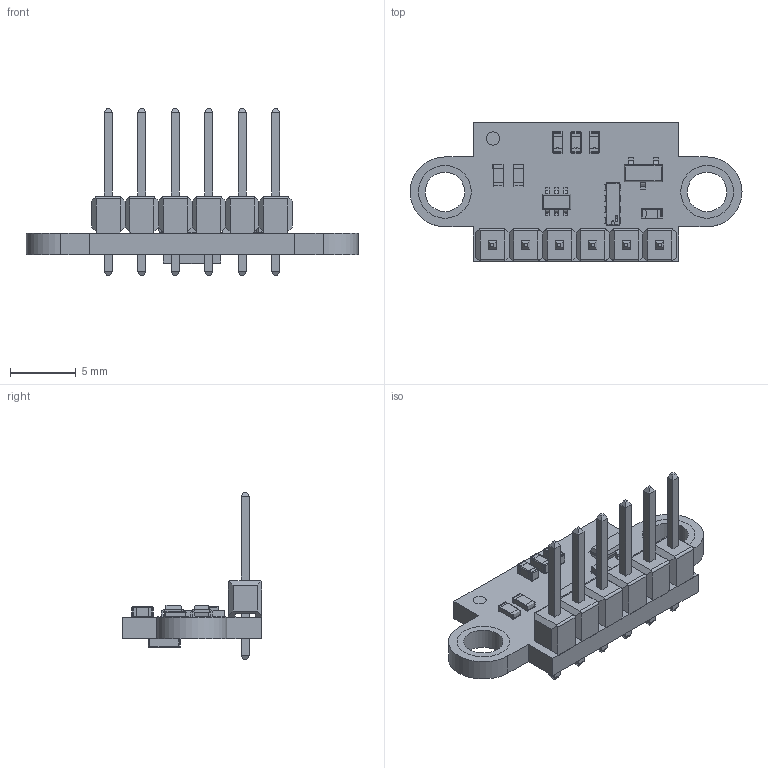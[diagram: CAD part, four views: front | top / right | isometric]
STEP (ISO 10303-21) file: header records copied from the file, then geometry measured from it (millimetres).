
FILE_DESCRIPTION(/* description */ ('STEP AP242 Edition 2','CAx-IF Rec.Pracs.---Representation and Presentation of Product Manufacturing Information (PMI)---4.0---2014-10-13','CAx-IF Rec.Pracs.---3D Tessellated Geometry---0.4---2014-09-14','2;1','CAx-IF Rec.Pracs.---User Defined Attributes---1.5---2016-08-15'),/* implementation_level */ '2;1');
FILE_NAME(/* name */ '6959d34a1df1aa22cff66e3d',/* time_stamp */ '2026-01-04T02:41:18Z',/* author */ (''),/* organization */ (''),/* preprocessor_version */ 'ST-DEVELOPER v20',/* originating_system */ 'ONSHAPE BY PTC INC, 1.208',/* authorisation */ ' ');
FILE_SCHEMA (('AP242_MANAGED_MODEL_BASED_3D_ENGINEERING_MIM_LF { 1 0 10303 442 3 1 4 }'));
Products named in the file (101): VL53L0X v8; 1x6 TH Pitch 2.54mm v1; VL53L0X <1>; VL53L0X; RES0603 v1 (1); SOT-23-6 v2; RES0603 v1; Cap0603 v1 (3) <1>; CeramicBody (3); Pin2 (3); Pin1 (3); Cap0603 v1 (1) <1>; Pin1 (1); Pin2 (1); CeramicBody (1); Cap0603 v1 <1>; Pin2; Pin1; CeramicBody; Cap0603 v1 (2) <1>; CeramicBody (2); Pin2 (2); Pin1 (2); SOT-23-3 v1; VL53L0X (sensor) v1 <1>; pcb; pads; top; kork; DIP-8 N v1
Assembly tree (100 placements, depth 4):
  VL53L0X v8
    1x6 TH Pitch 2.54mm v1
    1x6 TH Pitch 2.54mm v1
    1x6 TH Pitch 2.54mm v1
    1x6 TH Pitch 2.54mm v1
    1x6 TH Pitch 2.54mm v1
    1x6 TH Pitch 2.54mm v1
    1x6 TH Pitch 2.54mm v1
    1x6 TH Pitch 2.54mm v1
    1x6 TH Pitch 2.54mm v1
    1x6 TH Pitch 2.54mm v1
    1x6 TH Pitch 2.54mm v1
    1x6 TH Pitch 2.54mm v1
    VL53L0X <1>
      VL53L0X
      RES0603 v1 (1)
      VL53L0X
      SOT-23-6 v2
      VL53L0X
      VL53L0X
      VL53L0X
      VL53L0X
      VL53L0X
      VL53L0X
      VL53L0X
      VL53L0X
      VL53L0X
      VL53L0X
      VL53L0X
      VL53L0X
      VL53L0X
      VL53L0X
      VL53L0X
      VL53L0X
      VL53L0X
      VL53L0X
      VL53L0X
      VL53L0X
      VL53L0X
      VL53L0X
      RES0603 v1
      VL53L0X
      RES0603 v1 (1)
      VL53L0X
      VL53L0X
      VL53L0X
      VL53L0X
      VL53L0X
      RES0603 v1
      VL53L0X
      RES0603 v1 (1)
      VL53L0X
      Cap0603 v1 (3) <1>
        CeramicBody (3)
        Pin2 (3)
        Pin1 (3)
      Cap0603 v1 (1) <1>
        Pin1 (1)
        Pin2 (1)
        CeramicBody (1)
Bounding box: 25.2 x 10.62 x 12.7 mm (x, y, z)
Volume: 355 mm3; surface area: 1359.7 mm2
Topology: 88 solids, 94 shells, 1694 faces, 4289 edges, 2751 vertices
Faces by surface type: plane 982, bspline 453, cylinder 207, sphere 52
Full cylindrical faces by diameter (mm): 0.2 x1, 0.4 x1, 0.9 x6, 1 x2, 1.4 x12, 3 x2, 4 x4
Entity records: 64229 total; most frequent: CARTESIAN_POINT 22190, ORIENTED_EDGE 8408, DIRECTION 6500, EDGE_CURVE 4224, VERTEX_POINT 2750, LINE 2738, VECTOR 2738, AXIS2_PLACEMENT_3D 1881
